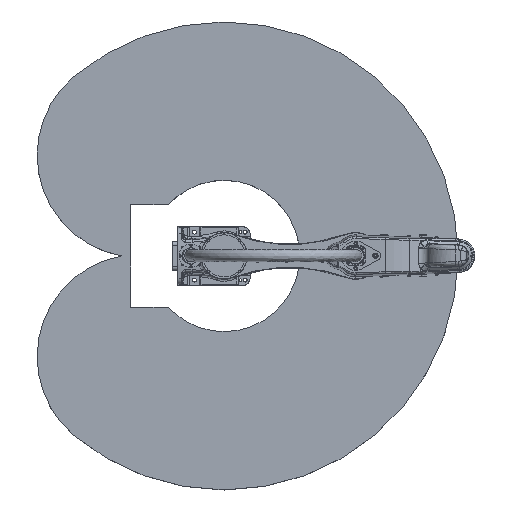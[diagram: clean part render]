
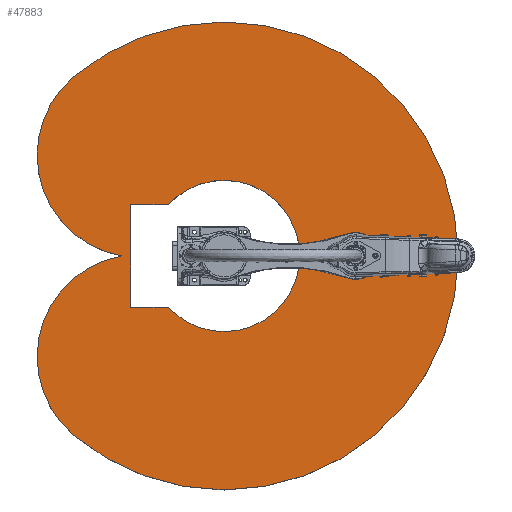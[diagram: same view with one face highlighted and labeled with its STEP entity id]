
A CAD part, top view. The second image highlights one B-rep face of the part: STEP entity #47883.
In plain terms, the highlighted planar face has unit normal (0, 0, 1).
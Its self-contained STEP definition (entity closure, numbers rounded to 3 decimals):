
#1802=FACE_BOUND('',#14518,.T.);
#4816=LINE('',#108343,#7495);
#4820=LINE('',#108350,#7499);
#4823=LINE('',#108356,#7502);
#7495=VECTOR('',#63748,10.);
#7499=VECTOR('',#63754,10.);
#7502=VECTOR('',#63759,10.);
#8783=PLANE('',#52666);
#11453=FACE_OUTER_BOUND('',#14517,.T.);
#14517=EDGE_LOOP('',(#41234,#41235,#41236));
#14518=EDGE_LOOP('',(#41237,#41238,#41239,#41240));
#16768=CIRCLE('',#52667,350.);
#16769=CIRCLE('',#52668,800.);
#16770=CIRCLE('',#52669,350.);
#16771=CIRCLE('',#52670,258.78);
#21825=VERTEX_POINT('',#108340);
#21826=VERTEX_POINT('',#108342);
#21828=VERTEX_POINT('',#108347);
#21830=VERTEX_POINT('',#108354);
#21831=VERTEX_POINT('',#108358);
#21832=VERTEX_POINT('',#108359);
#21833=VERTEX_POINT('',#108361);
#28340=EDGE_CURVE('',#21826,#21825,#4816,.T.);
#28344=EDGE_CURVE('',#21828,#21826,#4820,.T.);
#28347=EDGE_CURVE('',#21825,#21830,#4823,.T.);
#28348=EDGE_CURVE('',#21831,#21832,#16768,.T.);
#28349=EDGE_CURVE('',#21832,#21833,#16769,.T.);
#28350=EDGE_CURVE('',#21833,#21831,#16770,.T.);
#28351=EDGE_CURVE('',#21828,#21830,#16771,.T.);
#41234=ORIENTED_EDGE('',*,*,#28348,.T.);
#41235=ORIENTED_EDGE('',*,*,#28349,.T.);
#41236=ORIENTED_EDGE('',*,*,#28350,.T.);
#41237=ORIENTED_EDGE('',*,*,#28344,.T.);
#41238=ORIENTED_EDGE('',*,*,#28340,.T.);
#41239=ORIENTED_EDGE('',*,*,#28347,.T.);
#41240=ORIENTED_EDGE('',*,*,#28351,.F.);
#47883=ADVANCED_FACE('',(#11453,#1802),#8783,.T.);
#52666=AXIS2_PLACEMENT_3D('',#108357,#63760,#63761);
#52667=AXIS2_PLACEMENT_3D('',#108360,#63762,#63763);
#52668=AXIS2_PLACEMENT_3D('',#108362,#63764,#63765);
#52669=AXIS2_PLACEMENT_3D('',#108363,#63766,#63767);
#52670=AXIS2_PLACEMENT_3D('',#108364,#63768,#63769);
#63748=DIRECTION('',(0.,1.,0.));
#63754=DIRECTION('',(-1.,0.,0.));
#63759=DIRECTION('',(1.,0.,0.));
#63760=DIRECTION('center_axis',(0.,0.,1.));
#63761=DIRECTION('ref_axis',(1.,0.,0.));
#63762=DIRECTION('center_axis',(0.,0.,1.));
#63763=DIRECTION('ref_axis',(0.173,-0.985,0.));
#63764=DIRECTION('center_axis',(0.,0.,1.));
#63765=DIRECTION('ref_axis',(0.643,0.766,0.));
#63766=DIRECTION('center_axis',(0.,0.,1.));
#63767=DIRECTION('ref_axis',(0.643,-0.766,0.));
#63768=DIRECTION('center_axis',(0.,0.,1.));
#63769=DIRECTION('ref_axis',(-1.,0.,0.));
#108340=CARTESIAN_POINT('',(-320.,175.,150.));
#108342=CARTESIAN_POINT('',(-320.,-175.,150.));
#108343=CARTESIAN_POINT('',(-320.,-87.5,150.));
#108347=CARTESIAN_POINT('',(-190.636,-175.,150.));
#108350=CARTESIAN_POINT('',(46.316,-175.,150.));
#108354=CARTESIAN_POINT('',(-190.636,175.,150.));
#108356=CARTESIAN_POINT('',(-151.184,175.,150.));
#108357=CARTESIAN_POINT('Origin',(17.632,0.,
150.));
#108358=CARTESIAN_POINT('',(-349.819,0.,150.));
#108359=CARTESIAN_POINT('',(-514.23,-612.836,150.));
#108360=CARTESIAN_POINT('Origin',(-289.254,-344.72,150.));
#108361=CARTESIAN_POINT('',(-514.23,612.836,150.));
#108362=CARTESIAN_POINT('Origin',(0.,0.,150.));
#108363=CARTESIAN_POINT('Origin',(-289.254,344.72,150.));
#108364=CARTESIAN_POINT('Origin',(0.,0.,150.));
